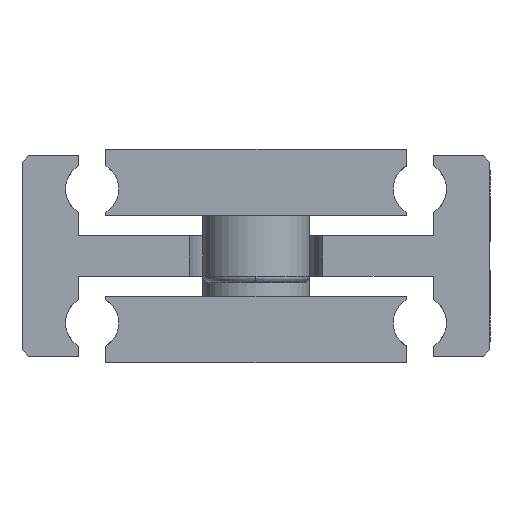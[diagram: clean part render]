
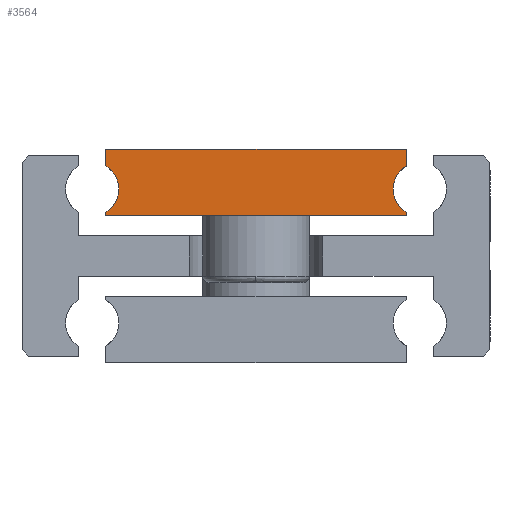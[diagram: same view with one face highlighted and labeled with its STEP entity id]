
A CAD part, front view. The second image highlights one B-rep face of the part: STEP entity #3564.
In plain terms, the highlighted planar face has unit normal (0, -1, 0).
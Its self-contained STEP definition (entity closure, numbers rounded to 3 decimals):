
#2230=CARTESIAN_POINT('',(-20.5,-200.0,0.5));
#2231=VERTEX_POINT('',#2230);
#2240=CARTESIAN_POINT('',(-22.5,-200.0,3.964));
#2241=VERTEX_POINT('',#2240);
#2242=CARTESIAN_POINT('',(-24.5,-200.0,0.5));
#2243=DIRECTION('',(0.0,1.0,0.0));
#2244=DIRECTION('',(1.0,0.0,0.0));
#2245=AXIS2_PLACEMENT_3D('',#2242,#2243,#2244);
#2246=CIRCLE('',#2245,4.0);
#2247=EDGE_CURVE('',#2241,#2231,#2246,.T.);
#2379=CARTESIAN_POINT('',(22.5,-200.0,3.964));
#2380=VERTEX_POINT('',#2379);
#2387=CARTESIAN_POINT('',(20.5,-200.0,0.5));
#2388=VERTEX_POINT('',#2387);
#2389=CARTESIAN_POINT('',(24.5,-200.0,0.5));
#2390=DIRECTION('',(0.0,1.0,0.0));
#2391=DIRECTION('',(1.0,0.0,0.0));
#2392=AXIS2_PLACEMENT_3D('',#2389,#2390,#2391);
#2393=CIRCLE('',#2392,4.0);
#2394=EDGE_CURVE('',#2388,#2380,#2393,.T.);
#3068=CARTESIAN_POINT('',(22.5,-200.0,6.5));
#3069=VERTEX_POINT('',#3068);
#3076=CARTESIAN_POINT('',(22.5,-200.0,6.5));
#3077=DIRECTION('',(0.0,0.0,-1.0));
#3078=VECTOR('',#3077,2.536);
#3079=LINE('',#3076,#3078);
#3080=EDGE_CURVE('',#3069,#2380,#3079,.T.);
#3092=CARTESIAN_POINT('',(22.5,-200.0,-2.964));
#3093=VERTEX_POINT('',#3092);
#3100=CARTESIAN_POINT('',(22.5,-200.0,-3.5));
#3101=VERTEX_POINT('',#3100);
#3102=CARTESIAN_POINT('',(22.5,-200.0,-2.964));
#3103=DIRECTION('',(0.0,0.0,-1.0));
#3104=VECTOR('',#3103,0.536);
#3105=LINE('',#3102,#3104);
#3106=EDGE_CURVE('',#3093,#3101,#3105,.T.);
#3270=CARTESIAN_POINT('',(24.5,-200.0,0.5));
#3271=DIRECTION('',(0.0,1.0,0.0));
#3272=DIRECTION('',(1.0,0.0,0.0));
#3273=AXIS2_PLACEMENT_3D('',#3270,#3271,#3272);
#3274=CIRCLE('',#3273,4.0);
#3275=EDGE_CURVE('',#3093,#2388,#3274,.T.);
#3317=CARTESIAN_POINT('',(-22.5,-200.0,-2.964));
#3318=VERTEX_POINT('',#3317);
#3325=CARTESIAN_POINT('',(-24.5,-200.0,0.5));
#3326=DIRECTION('',(0.0,1.0,0.0));
#3327=DIRECTION('',(1.0,0.0,0.0));
#3328=AXIS2_PLACEMENT_3D('',#3325,#3326,#3327);
#3329=CIRCLE('',#3328,4.0);
#3330=EDGE_CURVE('',#2231,#3318,#3329,.T.);
#3408=CARTESIAN_POINT('',(-22.5,-200.0,-3.5));
#3409=VERTEX_POINT('',#3408);
#3416=CARTESIAN_POINT('',(-22.5,-200.0,-3.5));
#3417=DIRECTION('',(0.0,0.0,1.0));
#3418=VECTOR('',#3417,0.536);
#3419=LINE('',#3416,#3418);
#3420=EDGE_CURVE('',#3409,#3318,#3419,.T.);
#3431=CARTESIAN_POINT('',(-22.5,-200.0,6.5));
#3432=VERTEX_POINT('',#3431);
#3433=CARTESIAN_POINT('',(-22.5,-200.0,3.964));
#3434=DIRECTION('',(0.0,0.0,1.0));
#3435=VECTOR('',#3434,2.536);
#3436=LINE('',#3433,#3435);
#3437=EDGE_CURVE('',#2241,#3432,#3436,.T.);
#3464=CARTESIAN_POINT('',(22.5,-200.0,-3.5));
#3465=DIRECTION('',(-1.0,0.0,0.0));
#3466=VECTOR('',#3465,45.0);
#3467=LINE('',#3464,#3466);
#3468=EDGE_CURVE('',#3101,#3409,#3467,.T.);
#3509=CARTESIAN_POINT('',(-22.5,-200.0,6.5));
#3510=DIRECTION('',(1.0,0.0,0.0));
#3511=VECTOR('',#3510,45.);
#3512=LINE('',#3509,#3511);
#3513=EDGE_CURVE('',#3432,#3069,#3512,.T.);
#3547=CARTESIAN_POINT('',(0.,-200.0,1.5));
#3548=DIRECTION('',(0.0,1.0,0.0));
#3549=DIRECTION('',(0.0,0.0,1.0));
#3550=AXIS2_PLACEMENT_3D('',#3547,#3548,#3549);
#3551=PLANE('',#3550);
#3552=ORIENTED_EDGE('',*,*,#3275,.T.);
#3553=ORIENTED_EDGE('',*,*,#2394,.T.);
#3554=ORIENTED_EDGE('',*,*,#3080,.F.);
#3555=ORIENTED_EDGE('',*,*,#3513,.F.);
#3556=ORIENTED_EDGE('',*,*,#3437,.F.);
#3557=ORIENTED_EDGE('',*,*,#2247,.T.);
#3558=ORIENTED_EDGE('',*,*,#3330,.T.);
#3559=ORIENTED_EDGE('',*,*,#3420,.F.);
#3560=ORIENTED_EDGE('',*,*,#3468,.F.);
#3561=ORIENTED_EDGE('',*,*,#3106,.F.);
#3562=EDGE_LOOP('',(#3552,#3553,#3554,#3555,#3556,#3557,#3558,#3559,#3560,#3561));
#3563=FACE_OUTER_BOUND('',#3562,.T.);
#3564=ADVANCED_FACE('',(#3563),#3551,.F.);
